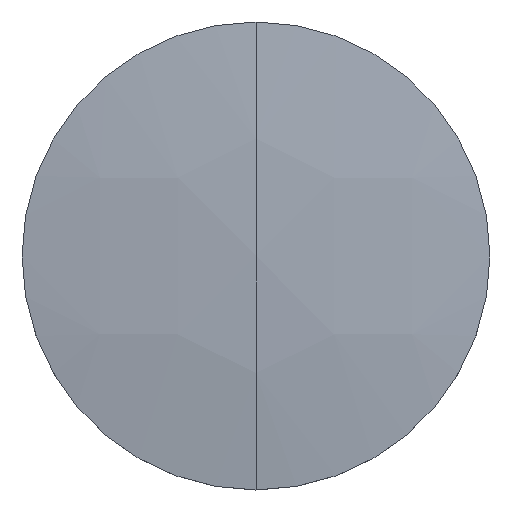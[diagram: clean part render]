
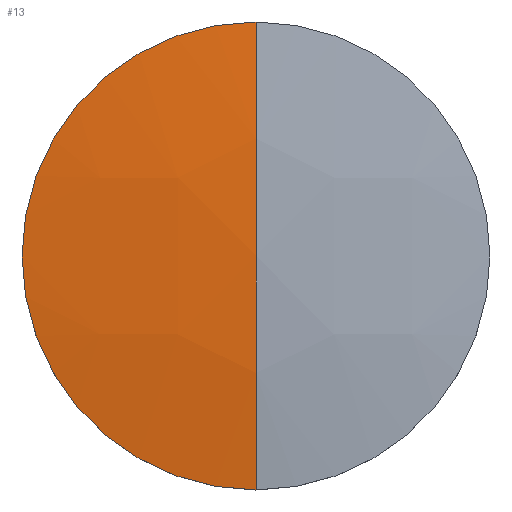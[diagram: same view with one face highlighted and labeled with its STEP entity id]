
A CAD part, top view. The second image highlights one B-rep face of the part: STEP entity #13.
In plain terms, the highlighted free-form (B-spline) face has degree [3, 3] with [4, 4] control points.
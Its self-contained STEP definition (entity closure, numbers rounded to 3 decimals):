
#8 = VERTEX_POINT ( 'NONE', #147 ) ;
#13 = ADVANCED_FACE ( 'NONE', ( #117 ), #200, .T. ) ;
#17 = CARTESIAN_POINT ( 'NONE',  ( -16.922, -25.703, 4.674 ) ) ;
#19 = CARTESIAN_POINT ( 'NONE',  ( -17.133, 8.621, 7.008 ) ) ;
#21 = CARTESIAN_POINT ( 'NONE',  ( -8.471, 25.703, 5.247 ) ) ;
#41 = CARTESIAN_POINT ( 'NONE',  ( 0., 8.621, 7.588 ) ) ;
#42 = CARTESIAN_POINT ( 'NONE',  ( -8.471, -25.703, 5.247 ) ) ;
#46 = AXIS2_PLACEMENT_3D ( 'NONE', #284, #139, #160 ) ;
#51 = ORIENTED_EDGE ( 'NONE', *, *, #221, .F. ) ;
#54 = CARTESIAN_POINT ( 'NONE',  ( 0., 0., -182.3 ) ) ;
#62 = CARTESIAN_POINT ( 'NONE',  ( 0., -25.703, 5.247 ) ) ;
#64 = CARTESIAN_POINT ( 'NONE',  ( -25.631, -8.621, 5.85 ) ) ;
#73 = CARTESIAN_POINT ( 'NONE',  ( 0., 25.4, 5.288 ) ) ;
#80 = CARTESIAN_POINT ( 'NONE',  ( 0., -8.621, 7.588 ) ) ;
#81 = CARTESIAN_POINT ( 'NONE',  ( -25.315, 25.703, 3.531 ) ) ;
#92 = ORIENTED_EDGE ( 'NONE', *, *, #131, .T. ) ;
#103 = CARTESIAN_POINT ( 'NONE',  ( 0., 25.703, 5.247 ) ) ;
#105 = ORIENTED_EDGE ( 'NONE', *, *, #210, .F. ) ;
#109 = AXIS2_PLACEMENT_3D ( 'NONE', #140, #184, #230 ) ;
#114 = DIRECTION ( 'NONE',  ( 0., -1., 0. ) ) ;
#117 = FACE_OUTER_BOUND ( 'NONE', #208, .T. ) ;
#131 = EDGE_CURVE ( 'NONE', #198, #268, #158, .T. ) ;
#139 = DIRECTION ( 'NONE',  ( 0., 0., -1. ) ) ;
#140 = CARTESIAN_POINT ( 'NONE',  ( 0., 0., 5.288 ) ) ;
#147 = CARTESIAN_POINT ( 'NONE',  ( -25.4, 0., 5.288 ) ) ;
#148 = CIRCLE ( 'NONE', #46, 25.4 ) ;
#154 = AXIS2_PLACEMENT_3D ( 'NONE', #54, #228, #114 ) ;
#158 = CIRCLE ( 'NONE', #154, 189.3 ) ;
#160 = DIRECTION ( 'NONE',  ( 1., 0., 0. ) ) ;
#184 = DIRECTION ( 'NONE',  ( 0., 0., -1. ) ) ;
#194 = CARTESIAN_POINT ( 'NONE',  ( -8.576, -8.621, 7.588 ) ) ;
#198 = VERTEX_POINT ( 'NONE', #229 ) ;
#200 =( BOUNDED_SURFACE ( )  B_SPLINE_SURFACE ( 3, 3, ( 
 ( #62, #42, #17, #240 ),
 ( #80, #194, #264, #64 ),
 ( #41, #265, #19, #236 ),
 ( #103, #21, #218, #81 ) ),
 .UNSPECIFIED., .F., .F., .F. ) 
 B_SPLINE_SURFACE_WITH_KNOTS ( ( 4, 4 ),
 ( 4, 4 ),
 ( 0., 1. ),
 ( 0., 1. ),
 .UNSPECIFIED. ) 
 GEOMETRIC_REPRESENTATION_ITEM ( )  RATIONAL_B_SPLINE_SURFACE ( (
 ( 1., 0.998, 0.998, 1.),
 ( 0.994, 0.992, 0.992, 0.994),
 ( 0.994, 0.992, 0.992, 0.994),
 ( 1., 0.998, 0.998, 1.) ) ) 
 REPRESENTATION_ITEM ( '' )  SURFACE ( )  );
#208 = EDGE_LOOP ( 'NONE', ( #51, #92, #105 ) ) ;
#210 = EDGE_CURVE ( 'NONE', #8, #268, #234, .T. ) ;
#218 = CARTESIAN_POINT ( 'NONE',  ( -16.922, 25.703, 4.674 ) ) ;
#221 = EDGE_CURVE ( 'NONE', #198, #8, #148, .T. ) ;
#228 = DIRECTION ( 'NONE',  ( -1., 0., 0. ) ) ;
#229 = CARTESIAN_POINT ( 'NONE',  ( 0., -25.4, 5.288 ) ) ;
#230 = DIRECTION ( 'NONE',  ( 1., 0., 0. ) ) ;
#234 = CIRCLE ( 'NONE', #109, 25.4 ) ;
#236 = CARTESIAN_POINT ( 'NONE',  ( -25.631, 8.621, 5.85 ) ) ;
#240 = CARTESIAN_POINT ( 'NONE',  ( -25.315, -25.703, 3.531 ) ) ;
#264 = CARTESIAN_POINT ( 'NONE',  ( -17.133, -8.621, 7.008 ) ) ;
#265 = CARTESIAN_POINT ( 'NONE',  ( -8.576, 8.621, 7.588 ) ) ;
#268 = VERTEX_POINT ( 'NONE', #73 ) ;
#284 = CARTESIAN_POINT ( 'NONE',  ( 0., 0., 5.288 ) ) ;
